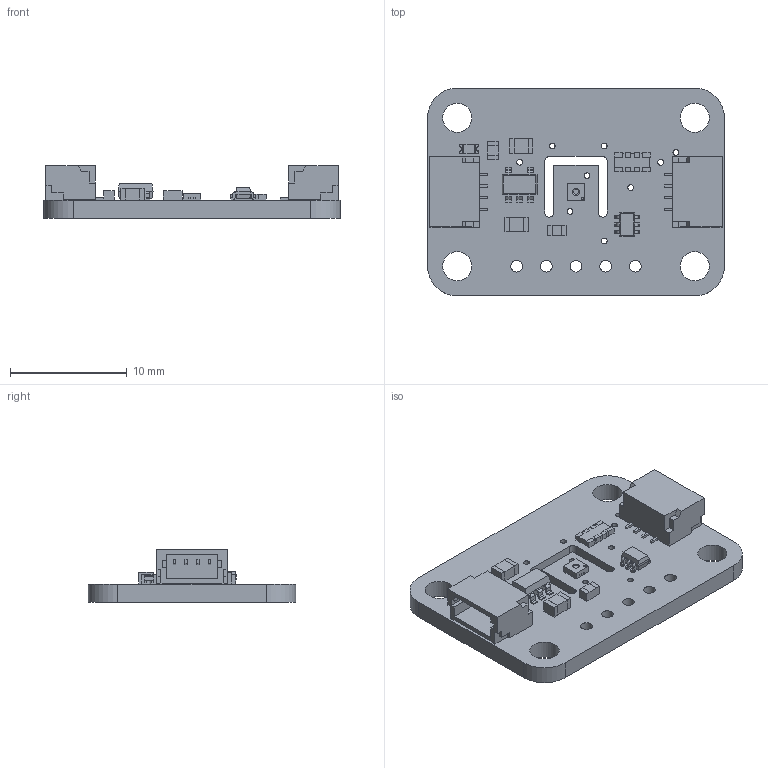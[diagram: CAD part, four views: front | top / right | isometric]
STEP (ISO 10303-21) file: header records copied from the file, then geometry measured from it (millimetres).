
FILE_DESCRIPTION(/* description */ (''),/* implementation_level */ '2;1');
FILE_NAME(/* name */ 'PCB Component.step',/* time_stamp */ '2022-11-16T10:10:08-05:00',/* author */ (''),/* organization */ (''),/* preprocessor_version */ 'ST-DEVELOPER v19.2',/* originating_system */ 'Autodesk Translation Framework v11.17.0.187',/* authorisation */ '');
FILE_SCHEMA (('AUTOMOTIVE_DESIGN { 1 0 10303 214 3 1 1 }'));
Length unit declared in the file: millimetre
Products named in the file (10): PCB Component; Board; 10uF; AP2112K-3.3; 10K; 10K_1; BSS138; STEMMA_I2C_QT; GREEN; SHT4X_
Assembly tree (12 placements, depth 2):
  PCB Component
    Board
    10uF  x2
    AP2112K-3.3
    10K  x2
    10K_1
    BSS138
    STEMMA_I2C_QT  x2
    GREEN
    SHT4X_
Bounding box: 25.4 x 17.78 x 4.53 mm (x, y, z)
Volume: 750.7 mm3; surface area: 1549.3 mm2
Topology: 23 solids, 23 shells, 686 faces, 1842 edges, 1211 vertices
Faces by surface type: plane 577, cylinder 104, bspline 4, cone 1
Full cylindrical faces by diameter (mm): 0.2 x2, 0.45 x2, 0.483 x2, 0.5 x13, 1 x5, 2.5 x4
Entity records: 18499 total; most frequent: CARTESIAN_POINT 3186, ORIENTED_EDGE 3052, DIRECTION 2917, EDGE_CURVE 1526, LINE 1309, VECTOR 1309, VERTEX_POINT 1001, AXIS2_PLACEMENT_3D 804
